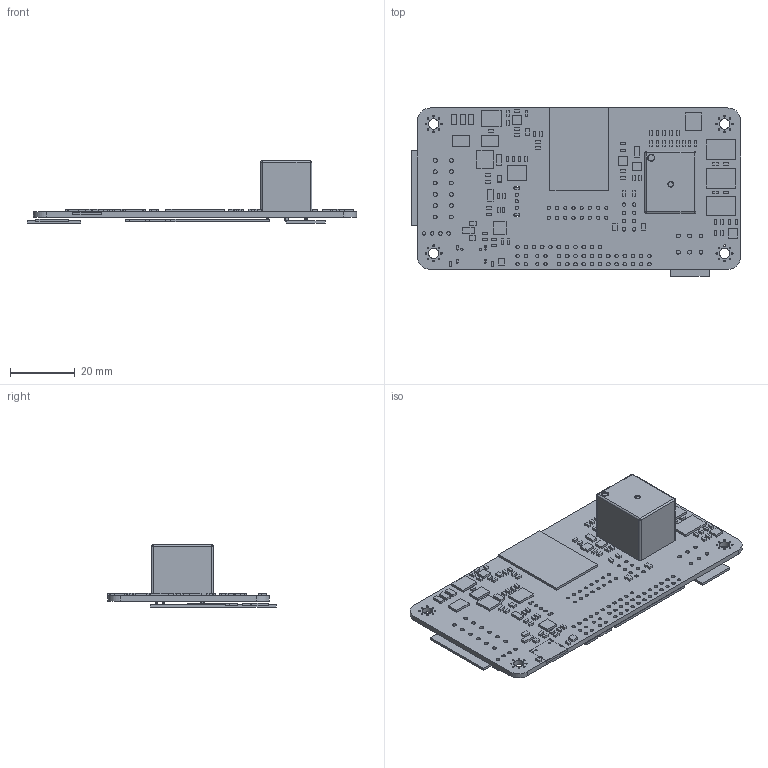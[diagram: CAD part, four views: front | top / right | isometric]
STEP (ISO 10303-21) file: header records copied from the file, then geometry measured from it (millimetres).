
FILE_DESCRIPTION(('Designed by EasyEDA Pro'),'2;1');
FILE_NAME('Open CASCADE Shape Model','2025-07-14T12:04:05',('Author'),( 'Open CASCADE'),'Open CASCADE STEP processor 7.8','Open CASCADE 7.8' ,'Unknown');
FILE_SCHEMA(('AUTOMOTIVE_DESIGN { 1 0 10303 214 1 1 1 1 }'));
Length unit declared in the file: millimetre
Products named in the file (80): EasyEDA PCB Model~hyl4; Board~hyl4; TopCopper~hyl4; BottomCopper~hyl4; TopFpcStiffener~hyl4; BottomFpcStiffener~hyl4; K1~RELAY-TH_SRD-XXVDC-XL-C~RELAY-TH_L19.2-W15.6-H15.8~hyl4; RELAY-TH_SRD-XXVDC-XL-C~RELAY-TH_L19.2-W15.6-H15.8~hyl4; D1~SOT-666-6_L1.6-W1.2-P0.50-LS1.6-BL~SOT-666-6P_
L1.6-W1.2-H0.6-LS1.6-P0.50~hyl4; SOT-666-6_L1.6-W1.2-P0.50-LS1.6-BL~SOT-666-6P_
L1.6-W1.2-H0.6-LS1.6-P0.50~hyl4; C2~C0603~C0603_L1.6-W0.8-H0.8~hyl4; C389~C0603~C0603_L1.6-W0.8-H0.8~hyl4; C382~C1206~C1206_L3.2-W1.6-H1.3~hyl4; C385~C1206~C1206_L3.2-W1.6-H1.3~hyl4; H6~HDR-TH_4P-P2.54-V-M~HDR-TH_4P-P2.54-M-LI-1X4P~hyl4; H16~HDR-TH_4P-P2.54-V-M~HDR-TH_4P-P2.54-M-LI-1X4P~hyl4; D6~SMB_L4.6-W3.6-LS5.3-L-FD~SMB_L4.6-W3.6-LS5.3-L-FD~hyl4; SMB_L4.6-W3.6-LS5.3-L-FD~SMB_L4.6-W3.6-LS5.3-L-FD~hyl4; CN1~CONN-TH_2601-1106~CONN-TH_2601-1106~hyl4; CONN-TH_2601-1106~CONN-TH_2601-1106~hyl4; H12~HDR-TH_HX-PZ2.54-2X2P-ZZ~HDR-TH_HX-PZ2.54-2X2P-ZZ~hyl4; H13~HDR-TH_HX-PZ2.54-2X2P-ZZ~HDR-TH_HX-PZ2.54-2X2P-ZZ~hyl4; U36~SW-TH_SS12D07VG3~SW-TH_SS12D07VG3~hyl4; SW-TH_SS12D07VG3~SW-TH_SS12D07VG3~hyl4; U38~LED0603-RD-YELLOW~LED0603-RD-YELLOW~hyl4; LED0603-RD-YELLOW~LED0603-RD-YELLOW~hyl4; H11~HDR-TH_7P-P2.54-V-M~HDR-TH_7P-P2.54-M-LI-1X7P~hyl4; HDR-TH_7P-P2.54-V-M~HDR-TH_7P-P2.54-M-LI-1X7P~hyl4; Q2~SOT-23-3_L2.9-W1.3-P1.90-LS2.4-BR~SOT-23-3P_
L2.9-W1.3-H1.0-LS2.4-P0.95~hyl4; SOT-23-3_L2.9-W1.3-P1.90-LS2.4-BR~SOT-23-3P_
L2.9-W1.3-H1.0-LS2.4-P0.95~hyl4; L12~IND-SMD_L5.4-W5.2_FXL0530~IND-SMD_L5.4-W5.2-H2.8_FXL0530~hyl4; IND-SMD_L5.4-W5.2_FXL0530~IND-SMD_L5.4-W5.2-H2.8_FXL0530~hyl4; D5~SMB_L4.6-W3.6-LS5.3-RD~SMB_L4.6-W3.6-LS5.3-RD~hyl4; SMB_L4.6-W3.6-LS5.3-RD~SMB_L4.6-W3.6-LS5.3-RD~hyl4; C1~C0805~C0805_L2.0-W1.3-H1.3~hyl4; C386~C0805~C0805_L2.0-W1.3-H1.3~hyl4; LED1~LED-SMD_6P-L5.0-W5.0-TL_TC5050RGBF08~LED-SMD_6P-L5.0-W5.0-TL_
TC5050RGBF08~hyl4; LED-SMD_6P-L5.0-W5.0-TL_TC5050RGBF08~LED-SMD_6P-L5.0-W5.0-TL_
TC5050RGBF08~hyl4; U39~CONN-TH_6P-P3.50_2601-1103~CONN-TH_6P-P3.50_2601-1103~hyl4; CONN-TH_6P-P3.50_2601-1103~CONN-TH_6P-P3.50_2601-1103~hyl4 ...
Assembly tree (149 placements, depth 3):
  EasyEDA PCB Model~hyl4
    Board~hyl4
    TopCopper~hyl4
    BottomCopper~hyl4
    TopFpcStiffener~hyl4
    BottomFpcStiffener~hyl4
    K1~RELAY-TH_SRD-XXVDC-XL-C~RELAY-TH_L19.2-W15.6-H15.8~hyl4
      RELAY-TH_SRD-XXVDC-XL-C~RELAY-TH_L19.2-W15.6-H15.8~hyl4
    D1~SOT-666-6_L1.6-W1.2-P0.50-LS1.6-BL~SOT-666-6P_
L1.6-W1.2-H0.6-LS1.6-P0.50~hyl4
      SOT-666-6_L1.6-W1.2-P0.50-LS1.6-BL~SOT-666-6P_
L1.6-W1.2-H0.6-LS1.6-P0.50~hyl4
    C2~C0603~C0603_L1.6-W0.8-H0.8~hyl4
      C389~C0603~C0603_L1.6-W0.8-H0.8~hyl4
    C389~C0603~C0603_L1.6-W0.8-H0.8~hyl4  x31
    C382~C1206~C1206_L3.2-W1.6-H1.3~hyl4
      C385~C1206~C1206_L3.2-W1.6-H1.3~hyl4
    C385~C1206~C1206_L3.2-W1.6-H1.3~hyl4  x3
    H6~HDR-TH_4P-P2.54-V-M~HDR-TH_4P-P2.54-M-LI-1X4P~hyl4
      H16~HDR-TH_4P-P2.54-V-M~HDR-TH_4P-P2.54-M-LI-1X4P~hyl4
    H16~HDR-TH_4P-P2.54-V-M~HDR-TH_4P-P2.54-M-LI-1X4P~hyl4  x2
    D6~SMB_L4.6-W3.6-LS5.3-L-FD~SMB_L4.6-W3.6-LS5.3-L-FD~hyl4
      SMB_L4.6-W3.6-LS5.3-L-FD~SMB_L4.6-W3.6-LS5.3-L-FD~hyl4
    CN1~CONN-TH_2601-1106~CONN-TH_2601-1106~hyl4
      CONN-TH_2601-1106~CONN-TH_2601-1106~hyl4
    H12~HDR-TH_HX-PZ2.54-2X2P-ZZ~HDR-TH_HX-PZ2.54-2X2P-ZZ~hyl4
      H13~HDR-TH_HX-PZ2.54-2X2P-ZZ~HDR-TH_HX-PZ2.54-2X2P-ZZ~hyl4
    H13~HDR-TH_HX-PZ2.54-2X2P-ZZ~HDR-TH_HX-PZ2.54-2X2P-ZZ~hyl4
    U36~SW-TH_SS12D07VG3~SW-TH_SS12D07VG3~hyl4
      SW-TH_SS12D07VG3~SW-TH_SS12D07VG3~hyl4
    U38~LED0603-RD-YELLOW~LED0603-RD-YELLOW~hyl4
      LED0603-RD-YELLOW~LED0603-RD-YELLOW~hyl4
    H11~HDR-TH_7P-P2.54-V-M~HDR-TH_7P-P2.54-M-LI-1X7P~hyl4
      HDR-TH_7P-P2.54-V-M~HDR-TH_7P-P2.54-M-LI-1X7P~hyl4
    Q2~SOT-23-3_L2.9-W1.3-P1.90-LS2.4-BR~SOT-23-3P_
L2.9-W1.3-H1.0-LS2.4-P0.95~hyl4
      SOT-23-3_L2.9-W1.3-P1.90-LS2.4-BR~SOT-23-3P_
L2.9-W1.3-H1.0-LS2.4-P0.95~hyl4
    L12~IND-SMD_L5.4-W5.2_FXL0530~IND-SMD_L5.4-W5.2-H2.8_FXL0530~hyl4
      IND-SMD_L5.4-W5.2_FXL0530~IND-SMD_L5.4-W5.2-H2.8_FXL0530~hyl4
    D5~SMB_L4.6-W3.6-LS5.3-RD~SMB_L4.6-W3.6-LS5.3-RD~hyl4
      SMB_L4.6-W3.6-LS5.3-RD~SMB_L4.6-W3.6-LS5.3-RD~hyl4
    C1~C0805~C0805_L2.0-W1.3-H1.3~hyl4
      C386~C0805~C0805_L2.0-W1.3-H1.3~hyl4
    C386~C0805~C0805_L2.0-W1.3-H1.3~hyl4  x4
    LED1~LED-SMD_6P-L5.0-W5.0-TL_TC5050RGBF08~LED-SMD_6P-L5.0-W5.0-TL_
TC5050RGBF08~hyl4
      LED-SMD_6P-L5.0-W5.0-TL_TC5050RGBF08~LED-SMD_6P-L5.0-W5.0-TL_
TC5050RGBF08~hyl4
    U39~CONN-TH_6P-P3.50_2601-1103~CONN-TH_6P-P3.50_2601-1103~hyl4
      CONN-TH_6P-P3.50_2601-1103~CONN-TH_6P-P3.50_2601-1103~hyl4
    U34~SOIC-8_L4.9-W3.9-P1.27-LS6.0-BL~SOIC-8_
L4.9-W3.9-H1.7-LS6.0-P1.27~hyl4
      SOIC-8_L4.9-W3.9-P1.27-LS6.0-BL~SOIC-8_L4.9-W3.9-H1.7-LS6.0-P1.27~hyl4
    LED缁뼀~LED0603-RD_GREEN~LED0603-RD_GREEN~hyl4
      LED0603-RD_GREEN~LED0603-RD_GREEN~hyl4
    D2~SOD-123_L2.7-W1.6-LS3.7-FD~SOD-123_L2.7-W1.6-LS3.7-FD~hyl4
      SOD-123_L2.7-W1.6-LS3.7-FD~SOD-123_L2.7-W1.6-LS3.7-FD~hyl4
    R1~R0603~R0603~hyl4
      R29~R0603~R0603~hyl4
    R29~R0603~R0603~hyl4  x24
    U41~WIFIM-SMD_39P-L25.5-W18.0-P1.27-BL~WIFI-SMD_
L25.5-W18.0-H3.1-ESP32-WROOM-32E~hyl4
      WIFIM-SMD_39P-L25.5-W18.0-P1.27-BL~WIFI-SMD_
L25.5-W18.0-H3.1-ESP32-WROOM-32E~hyl4
    U37~QFN-24_L4.0-W4.0-P0.50-BL-EP2.7~QFN-24_
L4.0-W4.0-P0.50-BL-EP2.7~hyl4
      QFN-24_L4.0-W4.0-P0.50-BL-EP2.7~QFN-24_L4.0-W4.0-P0.50-BL-EP2.7~hyl4
    U31~SOT-23-5_L2.9-W1.6-P0.95-LS2.8-BL~SOT-23-5_
L2.9-W1.6-P0.95-LS2.8-BL~hyl4
      U42~SOT-23-5_L2.9-W1.6-P0.95-LS2.8-BL~SOT-23-5_
L2.9-W1.6-P0.95-LS2.8-BL~hyl4
Bounding box: 101.88 x 52.1 x 19.3 mm (x, y, z)
Volume: 14043.1 mm3; surface area: 17870.6 mm2
Topology: 108 solids, 108 shells, 1273 faces, 3044 edges, 2002 vertices
Faces by surface type: bspline 742, cylinder 332, plane 179, torus 16, sphere 4
Entity records: 33887 total; most frequent: CARTESIAN_POINT 7255, ORIENTED_EDGE 4384, DIRECTION 3580, EDGE_CURVE 2192, VERTEX_POINT 1442, AXIS2_PLACEMENT_3D 1355, FACE_BOUND 1162, EDGE_LOOP 1162
